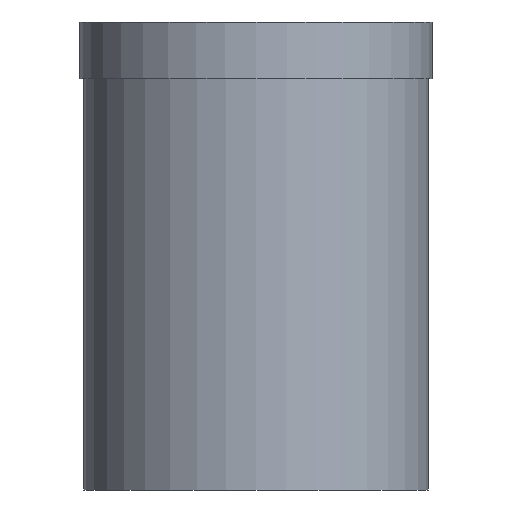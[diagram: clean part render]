
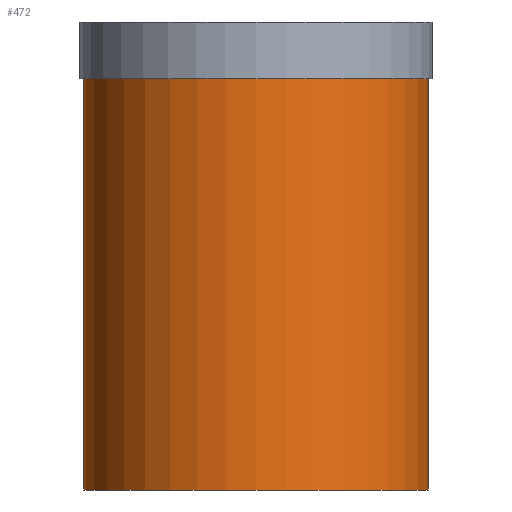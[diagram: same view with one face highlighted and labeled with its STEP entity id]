
A CAD part, left-side view. The second image highlights one B-rep face of the part: STEP entity #472.
In plain terms, the highlighted cylindrical face has radius 7 mm (diameter 14 mm), a partial arc.
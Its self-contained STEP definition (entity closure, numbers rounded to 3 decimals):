
#80=CARTESIAN_POINT('',(0.,0.,-2.3));
#81=DIRECTION('',(0.,0.,-1.));
#82=DIRECTION('',(0.,-1.,0.));
#83=AXIS2_PLACEMENT_3D('',#80,#81,#82);
#96=DIRECTION('',(0.,0.,-1.));
#97=VECTOR('',#96,16.7);
#98=CARTESIAN_POINT('',(0.,-7.,-2.3));
#99=LINE('',#98,#97);
#103=DIRECTION('',(0.,0.,-1.));
#104=VECTOR('',#103,16.7);
#105=CARTESIAN_POINT('',(0.,7.,-2.3));
#106=LINE('',#105,#104);
#118=CARTESIAN_POINT('',(0.,0.,-19.));
#119=DIRECTION('',(0.,0.,1.));
#120=DIRECTION('',(0.,1.,0.));
#121=AXIS2_PLACEMENT_3D('',#118,#119,#120);
#384=CARTESIAN_POINT('',(0.,-7.,-19.));
#385=CARTESIAN_POINT('',(0.,7.,-19.));
#386=VERTEX_POINT('',#384);
#387=VERTEX_POINT('',#385);
#388=CARTESIAN_POINT('',(0.,7.,-2.3));
#389=VERTEX_POINT('',#388);
#390=CARTESIAN_POINT('',(0.,-7.,-2.3));
#391=VERTEX_POINT('',#390);
#458=CARTESIAN_POINT('',(0.,0.,0.95));
#459=DIRECTION('',(0.,0.,-1.));
#460=DIRECTION('',(0.,-1.,0.));
#461=AXIS2_PLACEMENT_3D('',#458,#459,#460);
#462=CYLINDRICAL_SURFACE('',#461,7.);
#464=ORIENTED_EDGE('',*,*,#463,.F.);
#465=ORIENTED_EDGE('',*,*,#451,.F.);
#467=ORIENTED_EDGE('',*,*,#466,.T.);
#469=ORIENTED_EDGE('',*,*,#468,.F.);
#470=EDGE_LOOP('',(#464,#465,#467,#469));
#471=FACE_OUTER_BOUND('',#470,.F.);
#84=CIRCLE('',#83,7.);
#122=CIRCLE('',#121,7.);
#451=EDGE_CURVE('',#391,#389,#84,.T.);
#463=EDGE_CURVE('',#389,#387,#106,.T.);
#466=EDGE_CURVE('',#391,#386,#99,.T.);
#468=EDGE_CURVE('',#387,#386,#122,.T.);
#472=ADVANCED_FACE('',(#471),#462,.T.);
